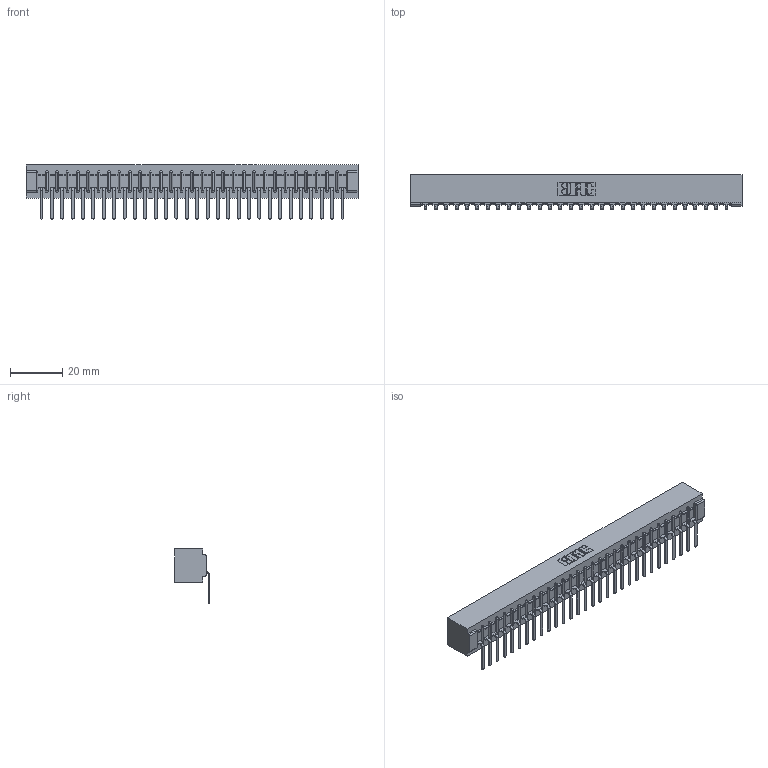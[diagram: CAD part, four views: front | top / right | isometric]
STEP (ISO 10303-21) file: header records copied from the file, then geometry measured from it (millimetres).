
FILE_DESCRIPTION (( 'STEP AP203' ), '1' );
FILE_NAME ('357-030-557-101.STEP', '2018-08-09T09:36:32', ( '' ), ( '' ), 'SwSTEP 2.0', 'SolidWorks 2016', '' );
FILE_SCHEMA (( 'CONFIG_CONTROL_DESIGN' ));
Length unit declared in the file: inch
Products named in the file (3): 307 Part_No Mounting Lugs; 307-290-002_557; 357-030-557-101
Assembly tree (31 placements, depth 2):
  357-030-557-101
    307 Part_No Mounting Lugs
    307-290-002_557  x30
Bounding box: 126.75 x 13.32 x 20.66 mm (x, y, z)
Volume: 14112.7 mm3; surface area: 18357.8 mm2
Topology: 31 solids, 31 shells, 2481 faces, 7619 edges, 4994 vertices
Faces by surface type: plane 1476, cylinder 943, sphere 62
Entity records: 27774 total; most frequent: CARTESIAN_POINT 4684, ORIENTED_EDGE 4674, DIRECTION 4555, EDGE_CURVE 2337, VECTOR 1785, LINE 1785, VERTEX_POINT 1514, AXIS2_PLACEMENT_3D 1385
